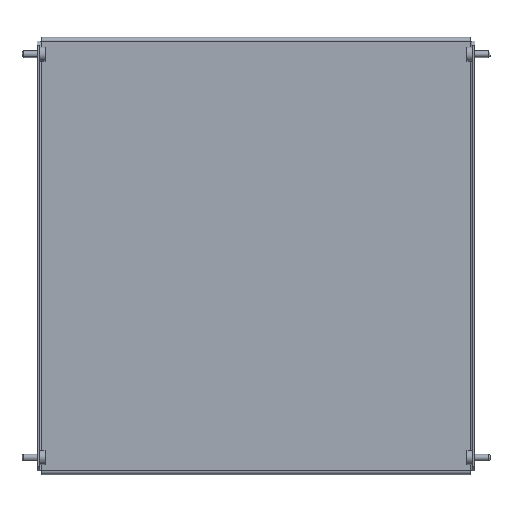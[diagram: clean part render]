
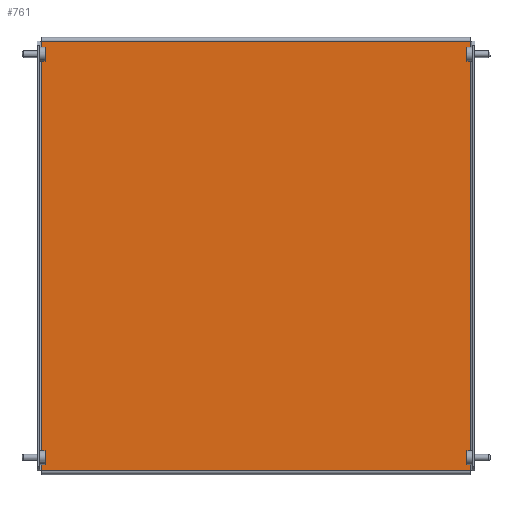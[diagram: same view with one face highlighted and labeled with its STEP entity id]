
A CAD part, top view. The second image highlights one B-rep face of the part: STEP entity #761.
In plain terms, the highlighted planar face has unit normal (0, 0, 1).
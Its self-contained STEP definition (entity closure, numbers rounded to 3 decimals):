
#36 = CARTESIAN_POINT ( 'NONE',  ( 146.5, 146.5, 0. ) ) ;
#60 = EDGE_LOOP ( 'NONE', ( #1453, #883, #692, #1832 ) ) ;
#122 = DIRECTION ( 'NONE',  ( 1., 0., 0. ) ) ;
#148 = EDGE_CURVE ( 'NONE', #550, #1636, #1959, .T. ) ;
#159 = LINE ( 'NONE', #1743, #1083 ) ;
#344 = VERTEX_POINT ( 'NONE', #36 ) ;
#356 = AXIS2_PLACEMENT_3D ( 'NONE', #2008, #1273, #2170 ) ;
#456 = LINE ( 'NONE', #637, #1613 ) ;
#516 = FACE_OUTER_BOUND ( 'NONE', #60, .T. ) ;
#550 = VERTEX_POINT ( 'NONE', #1217 ) ;
#637 = CARTESIAN_POINT ( 'NONE',  ( 146.5, 149., 0. ) ) ;
#642 = DIRECTION ( 'NONE',  ( 0., -1., 0. ) ) ;
#668 = CARTESIAN_POINT ( 'NONE',  ( -146.5, 149., 0. ) ) ;
#692 = ORIENTED_EDGE ( 'NONE', *, *, #1265, .T. ) ;
#761 = ADVANCED_FACE ( 'NONE', ( #516 ), #1075, .T. ) ;
#805 = CARTESIAN_POINT ( 'NONE',  ( 146.5, -146.5, 0. ) ) ;
#883 = ORIENTED_EDGE ( 'NONE', *, *, #148, .T. ) ;
#1075 = PLANE ( 'NONE',  #356 ) ;
#1083 = VECTOR ( 'NONE', #1942, 1000. ) ;
#1217 = CARTESIAN_POINT ( 'NONE',  ( -146.5, -146.5, 0. ) ) ;
#1265 = EDGE_CURVE ( 'NONE', #1636, #344, #456, .T. ) ;
#1273 = DIRECTION ( 'NONE',  ( 0., 0., 1. ) ) ;
#1373 = CARTESIAN_POINT ( 'NONE',  ( -146.5, -146.5, 0. ) ) ;
#1436 = VECTOR ( 'NONE', #122, 1000. ) ;
#1453 = ORIENTED_EDGE ( 'NONE', *, *, #2259, .T. ) ;
#1613 = VECTOR ( 'NONE', #2245, 1000. ) ;
#1636 = VERTEX_POINT ( 'NONE', #805 ) ;
#1743 = CARTESIAN_POINT ( 'NONE',  ( 146.5, 146.5, 0. ) ) ;
#1778 = LINE ( 'NONE', #668, #2026 ) ;
#1831 = EDGE_CURVE ( 'NONE', #344, #2093, #159, .T. ) ;
#1832 = ORIENTED_EDGE ( 'NONE', *, *, #1831, .T. ) ;
#1942 = DIRECTION ( 'NONE',  ( -1., 0., 0. ) ) ;
#1959 = LINE ( 'NONE', #1373, #1436 ) ;
#2008 = CARTESIAN_POINT ( 'NONE',  ( 0., 0., 0. ) ) ;
#2026 = VECTOR ( 'NONE', #642, 1000. ) ;
#2093 = VERTEX_POINT ( 'NONE', #2213 ) ;
#2170 = DIRECTION ( 'NONE',  ( 1., 0., 0. ) ) ;
#2213 = CARTESIAN_POINT ( 'NONE',  ( -146.5, 146.5, 0. ) ) ;
#2245 = DIRECTION ( 'NONE',  ( 0., 1., 0. ) ) ;
#2259 = EDGE_CURVE ( 'NONE', #2093, #550, #1778, .T. ) ;
